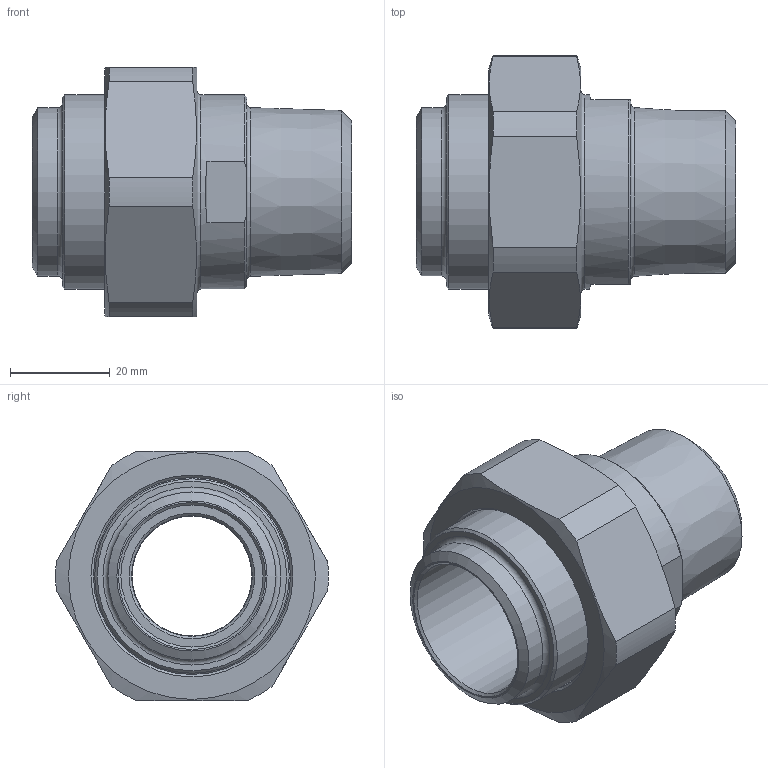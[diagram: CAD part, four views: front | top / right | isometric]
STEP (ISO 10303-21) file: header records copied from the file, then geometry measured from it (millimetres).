
FILE_DESCRIPTION(/* description */ (''),/* implementation_level */ '2;1');
FILE_NAME(/* name */ '3D_R134-SE-UG-33.7-DN25_17101910.stp',/* time_stamp */ '2021-06-28T11:45:36+02:00',/* author */ ('cad'),/* organization */ (''),/* preprocessor_version */ 'ST-DEVELOPER v18.1',/* originating_system */ 'Autodesk Inventor 2022',/* authorisation */ '');
FILE_SCHEMA (('AUTOMOTIVE_DESIGN { 1 0 10303 214 3 1 1 }'));
Length unit declared in the file: millimetre
Products named in the file (4): 3D_R134-SE-UG-33.7-DN25_17101910; 3D_R134-M-DN25_171011620; 3D_R134-UG-DN25_171011420; 3D_R134-SE-33.7-33.7_171011220
Assembly tree (3 placements, depth 2):
  3D_R134-SE-UG-33.7-DN25_17101910
    3D_R134-M-DN25_171011620
    3D_R134-UG-DN25_171011420
    3D_R134-SE-33.7-33.7_171011220
Bounding box: 64 x 54.68 x 50 mm (x, y, z)
Volume: 50276.1 mm3; surface area: 23643.3 mm2
Topology: 3 solids, 3 shells, 69 faces, 163 edges, 107 vertices
Faces by surface type: plane 23, cone 21, cylinder 16, torus 9
Full cylindrical faces by diameter (mm): 24 x1, 24.2 x1, 28.5 x1, 33.7 x1, 39 x2, 39.5 x1, 43 x1, 43.376 x1, 44.85 x1
Entity records: 2174 total; most frequent: DIRECTION 397, CARTESIAN_POINT 378, ORIENTED_EDGE 326, AXIS2_PLACEMENT_3D 174, EDGE_CURVE 163, VERTEX_POINT 107, CIRCLE 96, EDGE_LOOP 82
